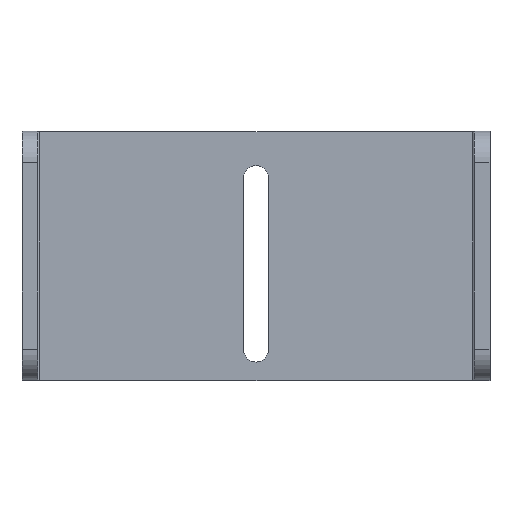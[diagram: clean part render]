
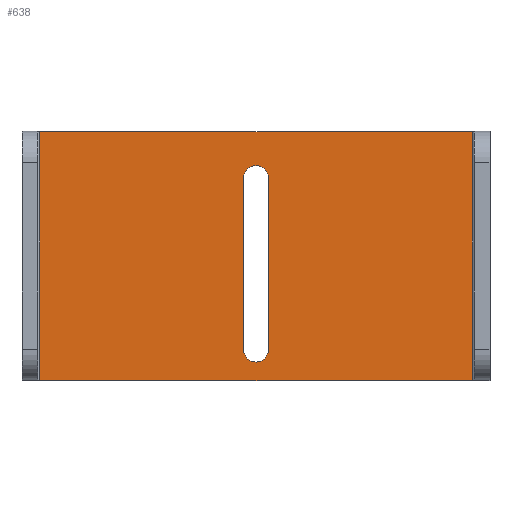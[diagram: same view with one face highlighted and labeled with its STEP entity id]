
A CAD part, top view. The second image highlights one B-rep face of the part: STEP entity #638.
In plain terms, the highlighted planar face has unit normal (0, 0, 1).
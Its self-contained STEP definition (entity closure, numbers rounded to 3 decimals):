
#13 = VECTOR ( 'NONE', #628, 1000. ) ;
#36 = CARTESIAN_POINT ( 'NONE',  ( 79.25, 10., -35. ) ) ;
#40 = ORIENTED_EDGE ( 'NONE', *, *, #624, .F. ) ;
#64 = VERTEX_POINT ( 'NONE', #923 ) ;
#66 = CARTESIAN_POINT ( 'NONE',  ( 71.15, 65., -35. ) ) ;
#99 = EDGE_LOOP ( 'NONE', ( #563, #40, #1019, #396 ) ) ;
#110 = EDGE_CURVE ( 'NONE', #684, #856, #221, .T. ) ;
#119 = AXIS2_PLACEMENT_3D ( 'NONE', #456, #728, #713 ) ;
#145 = EDGE_CURVE ( 'NONE', #441, #903, #312, .T. ) ;
#146 = DIRECTION ( 'NONE',  ( 0., -1., 0. ) ) ;
#192 = CARTESIAN_POINT ( 'NONE',  ( 5.737, 80., -35. ) ) ;
#200 = ORIENTED_EDGE ( 'NONE', *, *, #253, .F. ) ;
#206 = EDGE_CURVE ( 'NONE', #402, #569, #936, .T. ) ;
#221 = LINE ( 'NONE', #66, #522 ) ;
#227 = EDGE_CURVE ( 'NONE', #1122, #64, #770, .T. ) ;
#247 = VECTOR ( 'NONE', #146, 1000. ) ;
#253 = EDGE_CURVE ( 'NONE', #402, #1122, #422, .T. ) ;
#272 = PLANE ( 'NONE',  #119 ) ;
#310 = CARTESIAN_POINT ( 'NONE',  ( 144.663, 80., -35. ) ) ;
#312 = LINE ( 'NONE', #575, #616 ) ;
#316 = ORIENTED_EDGE ( 'NONE', *, *, #206, .T. ) ;
#327 = DIRECTION ( 'NONE',  ( 1., 0., 0. ) ) ;
#332 = EDGE_CURVE ( 'NONE', #569, #64, #581, .T. ) ;
#362 = CARTESIAN_POINT ( 'NONE',  ( 75.2, 65., -35. ) ) ;
#396 = ORIENTED_EDGE ( 'NONE', *, *, #836, .F. ) ;
#402 = VERTEX_POINT ( 'NONE', #192 ) ;
#415 = DIRECTION ( 'NONE',  ( 0., -1., 0. ) ) ;
#422 = LINE ( 'NONE', #855, #974 ) ;
#423 = DIRECTION ( 'NONE',  ( 0., 0., 1. ) ) ;
#437 = DIRECTION ( 'NONE',  ( 0., 0., 1. ) ) ;
#438 = DIRECTION ( 'NONE',  ( 0., -1., 0. ) ) ;
#441 = VERTEX_POINT ( 'NONE', #36 ) ;
#453 = CIRCLE ( 'NONE', #905, 4.05 ) ;
#456 = CARTESIAN_POINT ( 'NONE',  ( 0., 80., -35. ) ) ;
#519 = EDGE_LOOP ( 'NONE', ( #1029, #787, #200, #316 ) ) ;
#522 = VECTOR ( 'NONE', #415, 1000. ) ;
#545 = CARTESIAN_POINT ( 'NONE',  ( 0., 0., -35. ) ) ;
#563 = ORIENTED_EDGE ( 'NONE', *, *, #110, .F. ) ;
#569 = VERTEX_POINT ( 'NONE', #897 ) ;
#575 = CARTESIAN_POINT ( 'NONE',  ( 79.25, 65., -35. ) ) ;
#581 = LINE ( 'NONE', #545, #13 ) ;
#598 = CARTESIAN_POINT ( 'NONE',  ( 75.2, 10., -35. ) ) ;
#616 = VECTOR ( 'NONE', #691, 1000. ) ;
#624 = EDGE_CURVE ( 'NONE', #903, #684, #1078, .T. ) ;
#628 = DIRECTION ( 'NONE',  ( 1., 0., 0. ) ) ;
#638 = ADVANCED_FACE ( 'NONE', ( #1075, #802 ), #272, .F. ) ;
#684 = VERTEX_POINT ( 'NONE', #1042 ) ;
#691 = DIRECTION ( 'NONE',  ( 0., 1., 0. ) ) ;
#713 = DIRECTION ( 'NONE',  ( -1., 0., 0. ) ) ;
#728 = DIRECTION ( 'NONE',  ( 0., 0., -1. ) ) ;
#770 = LINE ( 'NONE', #310, #916 ) ;
#787 = ORIENTED_EDGE ( 'NONE', *, *, #227, .F. ) ;
#802 = FACE_OUTER_BOUND ( 'NONE', #519, .T. ) ;
#825 = AXIS2_PLACEMENT_3D ( 'NONE', #362, #437, #1067 ) ;
#836 = EDGE_CURVE ( 'NONE', #856, #441, #453, .T. ) ;
#850 = CARTESIAN_POINT ( 'NONE',  ( 5.737, 80., -35. ) ) ;
#855 = CARTESIAN_POINT ( 'NONE',  ( 0., 80., -35. ) ) ;
#856 = VERTEX_POINT ( 'NONE', #1140 ) ;
#897 = CARTESIAN_POINT ( 'NONE',  ( 5.737, 0., -35. ) ) ;
#903 = VERTEX_POINT ( 'NONE', #1032 ) ;
#905 = AXIS2_PLACEMENT_3D ( 'NONE', #598, #423, #1063 ) ;
#916 = VECTOR ( 'NONE', #438, 1000. ) ;
#923 = CARTESIAN_POINT ( 'NONE',  ( 144.663, 0., -35. ) ) ;
#936 = LINE ( 'NONE', #850, #247 ) ;
#974 = VECTOR ( 'NONE', #327, 1000. ) ;
#1019 = ORIENTED_EDGE ( 'NONE', *, *, #145, .F. ) ;
#1029 = ORIENTED_EDGE ( 'NONE', *, *, #332, .T. ) ;
#1032 = CARTESIAN_POINT ( 'NONE',  ( 79.25, 65., -35. ) ) ;
#1042 = CARTESIAN_POINT ( 'NONE',  ( 71.15, 65., -35. ) ) ;
#1051 = CARTESIAN_POINT ( 'NONE',  ( 144.663, 80., -35. ) ) ;
#1063 = DIRECTION ( 'NONE',  ( 1., 0., 0. ) ) ;
#1067 = DIRECTION ( 'NONE',  ( 1., 0., 0. ) ) ;
#1075 = FACE_BOUND ( 'NONE', #99, .T. ) ;
#1078 = CIRCLE ( 'NONE', #825, 4.05 ) ;
#1122 = VERTEX_POINT ( 'NONE', #1051 ) ;
#1140 = CARTESIAN_POINT ( 'NONE',  ( 71.15, 10., -35. ) ) ;
